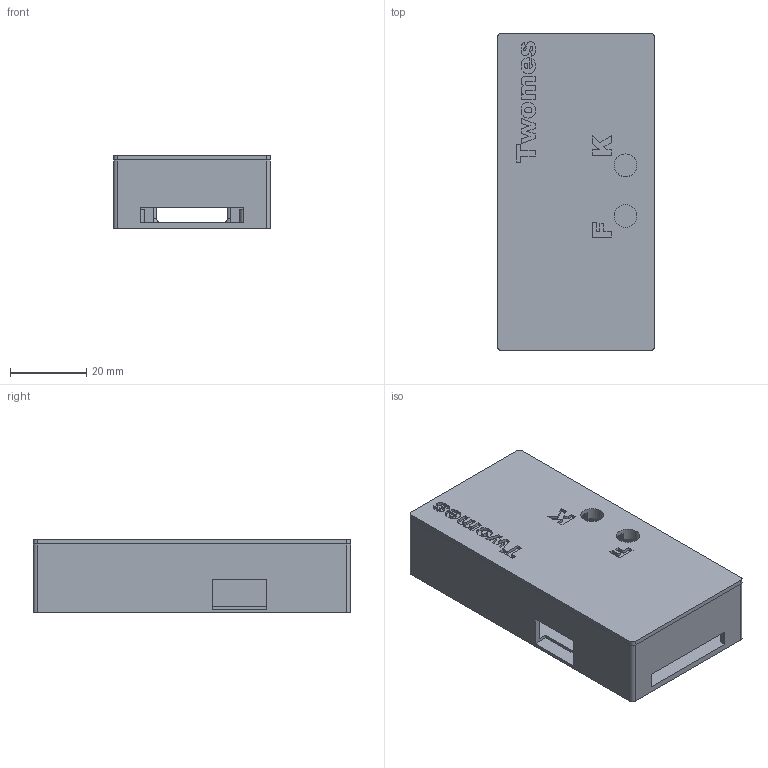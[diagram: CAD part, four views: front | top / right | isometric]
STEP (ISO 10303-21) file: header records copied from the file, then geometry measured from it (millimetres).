
FILE_DESCRIPTION(/* description */ (''),/* implementation_level */ '2;1');
FILE_NAME(/* name */ 'Twomes_P1-Gateway_Enclosure.step',/* time_stamp */ '2022-01-06T12:55:16+01:00',/* author */ (''),/* organization */ (''),/* preprocessor_version */ 'ST-DEVELOPER v18.1',/* originating_system */ 'Autodesk Translation Framework v10.10.0.1391',/* authorisation */ '');
FILE_SCHEMA (('AUTOMOTIVE_DESIGN { 1 0 10303 214 3 1 1 }'));
Length unit declared in the file: millimetre
Products named in the file (2): (Unsaved); Top
Assembly tree (1 placements, depth 2):
  (Unsaved)
    Top
Bounding box: 41.2 x 83.2 x 19.2 mm (x, y, z)
Volume: 16205.2 mm3; surface area: 23024.6 mm2
Topology: 2 solids, 2 shells, 272 faces, 746 edges, 490 vertices
Faces by surface type: plane 166, bspline 80, cylinder 22, torus 4
Full cylindrical faces by diameter (mm): 2.8 x2, 6 x2
Entity records: 9394 total; most frequent: CARTESIAN_POINT 2925, ORIENTED_EDGE 1492, DIRECTION 1024, EDGE_CURVE 746, LINE 526, VECTOR 526, VERTEX_POINT 490, EDGE_LOOP 292
